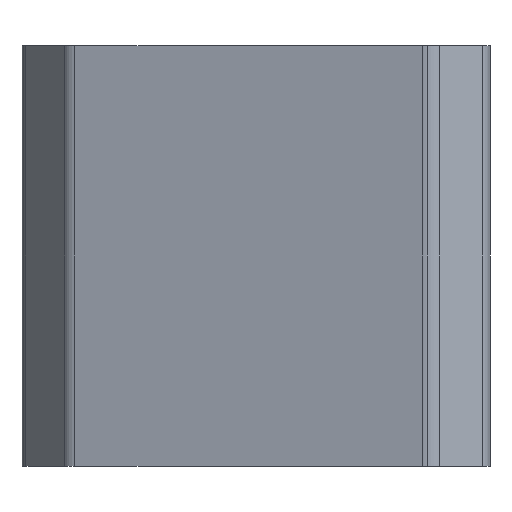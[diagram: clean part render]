
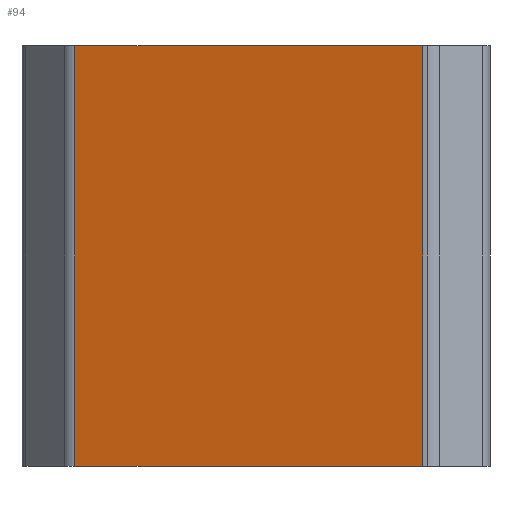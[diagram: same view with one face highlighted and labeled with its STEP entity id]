
A CAD part, left-side view. The second image highlights one B-rep face of the part: STEP entity #94.
In plain terms, the highlighted planar face has unit normal (-0.966, 0.258, 0).
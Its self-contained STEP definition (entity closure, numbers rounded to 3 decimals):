
#27 = DIRECTION ( 'NONE',  ( 0.258, 0.966, 0. ) ) ;
#87 = CARTESIAN_POINT ( 'NONE',  ( -10.67, 9.561, 0. ) ) ;
#94 = ADVANCED_FACE ( 'NONE', ( #927 ), #112, .F. ) ;
#101 = CARTESIAN_POINT ( 'NONE',  ( -10.758, 9.233, 0. ) ) ;
#112 = PLANE ( 'NONE',  #186 ) ;
#138 = ORIENTED_EDGE ( 'NONE', *, *, #643, .T. ) ;
#147 = VERTEX_POINT ( 'NONE', #1104 ) ;
#186 = AXIS2_PLACEMENT_3D ( 'NONE', #484, #844, #27 ) ;
#198 = CARTESIAN_POINT ( 'NONE',  ( -10.758, 9.233, 22. ) ) ;
#257 = CARTESIAN_POINT ( 'NONE',  ( -15.616, -8.957, 22. ) ) ;
#290 = CARTESIAN_POINT ( 'NONE',  ( -15.616, -8.957, 22. ) ) ;
#369 = LINE ( 'NONE', #734, #1086 ) ;
#373 = LINE ( 'NONE', #290, #892 ) ;
#374 = LINE ( 'NONE', #739, #1130 ) ;
#383 = EDGE_LOOP ( 'NONE', ( #1084, #511, #721, #138 ) ) ;
#450 = DIRECTION ( 'NONE',  ( -0.258, -0.966, 0. ) ) ;
#484 = CARTESIAN_POINT ( 'NONE',  ( -10.67, 9.561, 22. ) ) ;
#511 = ORIENTED_EDGE ( 'NONE', *, *, #972, .T. ) ;
#616 = EDGE_CURVE ( 'NONE', #658, #861, #369, .T. ) ;
#643 = EDGE_CURVE ( 'NONE', #147, #861, #373, .T. ) ;
#655 = DIRECTION ( 'NONE',  ( 0., 0., 1. ) ) ;
#658 = VERTEX_POINT ( 'NONE', #198 ) ;
#721 = ORIENTED_EDGE ( 'NONE', *, *, #893, .T. ) ;
#734 = CARTESIAN_POINT ( 'NONE',  ( -10.67, 9.561, 22. ) ) ;
#739 = CARTESIAN_POINT ( 'NONE',  ( -10.758, 9.233, 22. ) ) ;
#844 = DIRECTION ( 'NONE',  ( 0.966, -0.258, 0. ) ) ;
#861 = VERTEX_POINT ( 'NONE', #257 ) ;
#892 = VECTOR ( 'NONE', #655, 1000. ) ;
#893 = EDGE_CURVE ( 'NONE', #963, #147, #897, .T. ) ;
#897 = LINE ( 'NONE', #87, #1005 ) ;
#927 = FACE_OUTER_BOUND ( 'NONE', #383, .T. ) ;
#963 = VERTEX_POINT ( 'NONE', #101 ) ;
#972 = EDGE_CURVE ( 'NONE', #658, #963, #374, .T. ) ;
#1005 = VECTOR ( 'NONE', #450, 1000. ) ;
#1082 = DIRECTION ( 'NONE',  ( -0.258, -0.966, 0. ) ) ;
#1084 = ORIENTED_EDGE ( 'NONE', *, *, #616, .F. ) ;
#1086 = VECTOR ( 'NONE', #1082, 1000. ) ;
#1088 = DIRECTION ( 'NONE',  ( 0., 0., -1. ) ) ;
#1104 = CARTESIAN_POINT ( 'NONE',  ( -15.616, -8.957, 0. ) ) ;
#1130 = VECTOR ( 'NONE', #1088, 1000. ) ;
